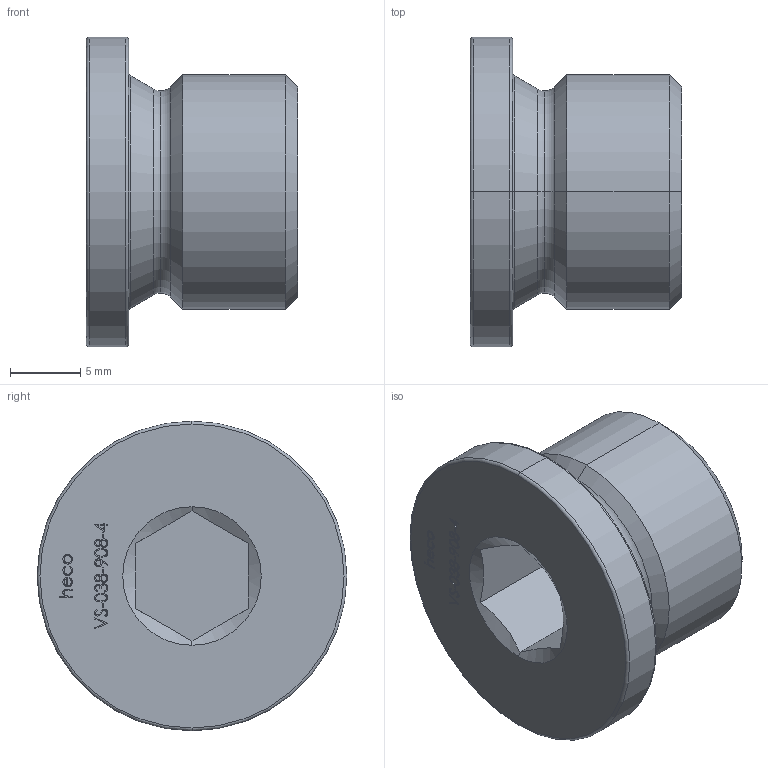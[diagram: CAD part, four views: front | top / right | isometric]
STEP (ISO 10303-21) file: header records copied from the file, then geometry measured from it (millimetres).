
FILE_DESCRIPTION (( 'STEP AP214' ), '1' );
FILE_NAME ('VS-038-908-4 Verschluss-Schraube.STEP', '2018-06-13T11:22:32', ( '' ), ( '' ), 'SwSTEP 2.0', 'SolidWorks 2016', '' );
FILE_SCHEMA (( 'AUTOMOTIVE_DESIGN' ));
Length unit declared in the file: millimetre
Products named in the file (1): VS-038-908-4 Verschluss-Schraube
Bounding box: 15 x 22 x 22 mm (x, y, z)
Volume: 2998.6 mm3; surface area: 1895.2 mm2
Topology: 1 solids, 1 shells, 239 faces, 606 edges, 398 vertices
Faces by surface type: bspline 125, plane 90, torus 10, cone 8, cylinder 6
Entity records: 16092 total; most frequent: CARTESIAN_POINT 8999, ORIENTED_EDGE 1212, DIRECTION 620, EDGE_CURVE 606, VERTEX_POINT 398, VECTOR 310, LINE 310, EDGE_LOOP 268
